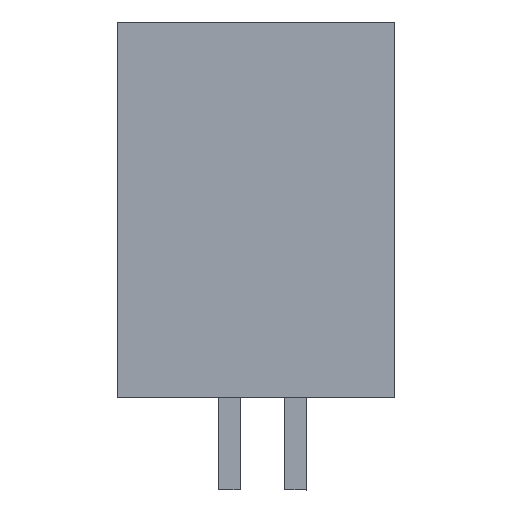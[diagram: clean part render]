
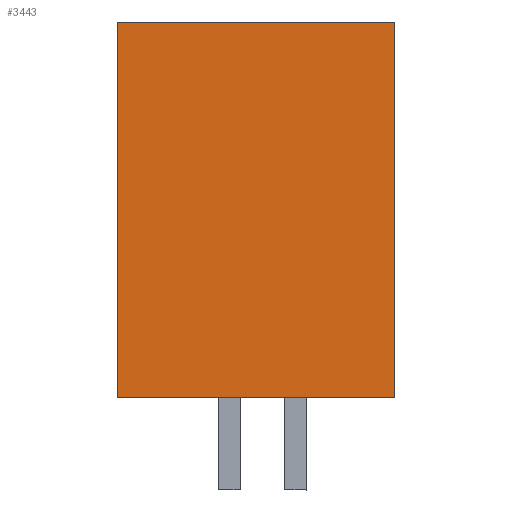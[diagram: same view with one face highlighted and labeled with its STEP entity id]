
A CAD part, left-side view. The second image highlights one B-rep face of the part: STEP entity #3443.
In plain terms, the highlighted planar face has unit normal (-1, 0, 0).
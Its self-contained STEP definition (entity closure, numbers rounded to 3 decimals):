
#3423=AXIS2_PLACEMENT_3D('Plane Axis2P3D',#3420,#3421,#3422) ;
#730=CARTESIAN_POINT('Vertex',(0.,0.,3.5)) ;
#733=CARTESIAN_POINT('Line Origine',(0.,5.25,3.5)) ;
#737=CARTESIAN_POINT('Vertex',(0.,10.5,3.5)) ;
#1692=CARTESIAN_POINT('Line Origine',(0.,0.,10.6)) ;
#1696=CARTESIAN_POINT('Vertex',(0.,0.,17.7)) ;
#3420=CARTESIAN_POINT('Axis2P3D Location',(0.,10.5,0.)) ;
#3425=CARTESIAN_POINT('Line Origine',(0.,10.5,10.6)) ;
#3429=CARTESIAN_POINT('Vertex',(0.,10.5,17.7)) ;
#3432=CARTESIAN_POINT('Line Origine',(0.,5.25,17.7)) ;
#734=DIRECTION('Vector Direction',(0.,-1.,0.)) ;
#1693=DIRECTION('Vector Direction',(0.,0.,1.)) ;
#3421=DIRECTION('Axis2P3D Direction',(-1.,0.,0.)) ;
#3422=DIRECTION('Axis2P3D XDirection',(0.,-1.,0.)) ;
#3426=DIRECTION('Vector Direction',(0.,0.,1.)) ;
#3433=DIRECTION('Vector Direction',(0.,-1.,0.)) ;
#735=VECTOR('Line Direction',#734,1.) ;
#1694=VECTOR('Line Direction',#1693,1.) ;
#3427=VECTOR('Line Direction',#3426,1.) ;
#3434=VECTOR('Line Direction',#3433,1.) ;
#3438=ORIENTED_EDGE('',*,*,#3431,.T.) ;
#3439=ORIENTED_EDGE('',*,*,#739,.T.) ;
#3440=ORIENTED_EDGE('',*,*,#1698,.T.) ;
#3441=ORIENTED_EDGE('',*,*,#3436,.T.) ;
#3443=ADVANCED_FACE('HOUSING',(#3442),#3424,.T.) ;
#739=EDGE_CURVE('',#738,#731,#736,.T.) ;
#1698=EDGE_CURVE('',#731,#1697,#1695,.T.) ;
#3431=EDGE_CURVE('',#3430,#738,#3428,.F.) ;
#3436=EDGE_CURVE('',#1697,#3430,#3435,.F.) ;
#3437=EDGE_LOOP('',(#3438,#3439,#3440,#3441)) ;
#3442=FACE_OUTER_BOUND('',#3437,.T.) ;
#736=LINE('Line',#733,#735) ;
#1695=LINE('Line',#1692,#1694) ;
#3428=LINE('Line',#3425,#3427) ;
#3435=LINE('Line',#3432,#3434) ;
#3424=PLANE('',#3423) ;
#731=VERTEX_POINT('',#730) ;
#738=VERTEX_POINT('',#737) ;
#1697=VERTEX_POINT('',#1696) ;
#3430=VERTEX_POINT('',#3429) ;
